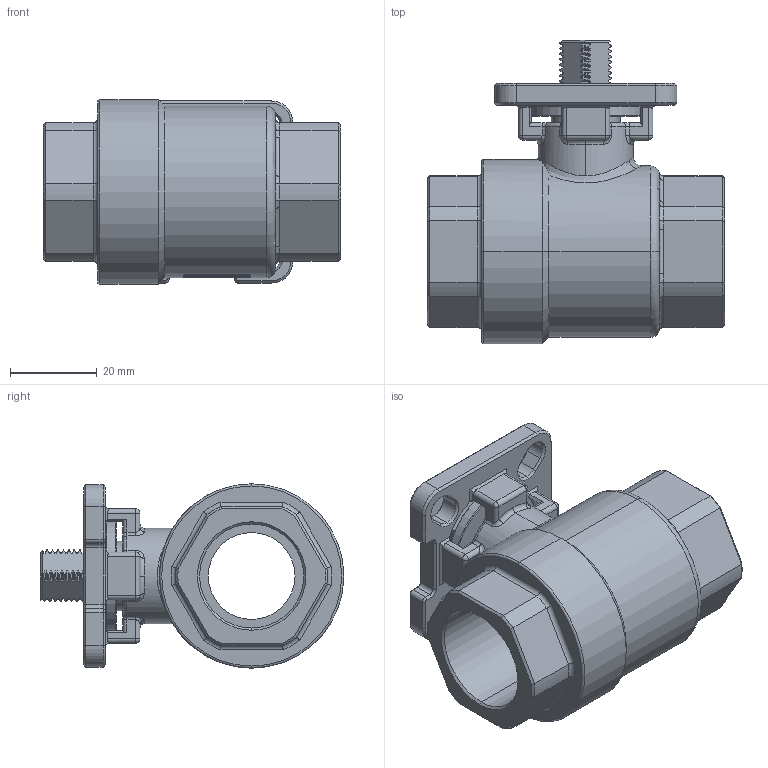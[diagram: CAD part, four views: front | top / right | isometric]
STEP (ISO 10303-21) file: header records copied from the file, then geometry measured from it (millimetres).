
FILE_DESCRIPTION (( 'STEP AP214' ), '1' );
FILE_NAME ('SCBV-Q611F-16FC-20.step', '2025-11-03T06:56:08', ( 'KTP' ), ( '' ), 'SwSTEP 2.0', 'SolidWorks 2021', '' );
FILE_SCHEMA (( 'AUTOMOTIVE_DESIGN' ));
Length unit declared in the file: millimetre
Products named in the file (1): SCBV-Q611F-16FC-20
Bounding box: 68.5 x 70 x 42.5 mm (x, y, z)
Volume: 64312.1 mm3; surface area: 21469.4 mm2
Topology: 1 solids, 1 shells, 705 faces, 1814 edges, 1112 vertices
Faces by surface type: plane 232, bspline 184, cylinder 158, cone 81, torus 38, sphere 12
Entity records: 80624 total; most frequent: CARTESIAN_POINT 65454, ORIENTED_EDGE 3604, DIRECTION 2551, EDGE_CURVE 1802, VERTEX_POINT 1112, AXIS2_PLACEMENT_3D 888, VECTOR 775, LINE 775
